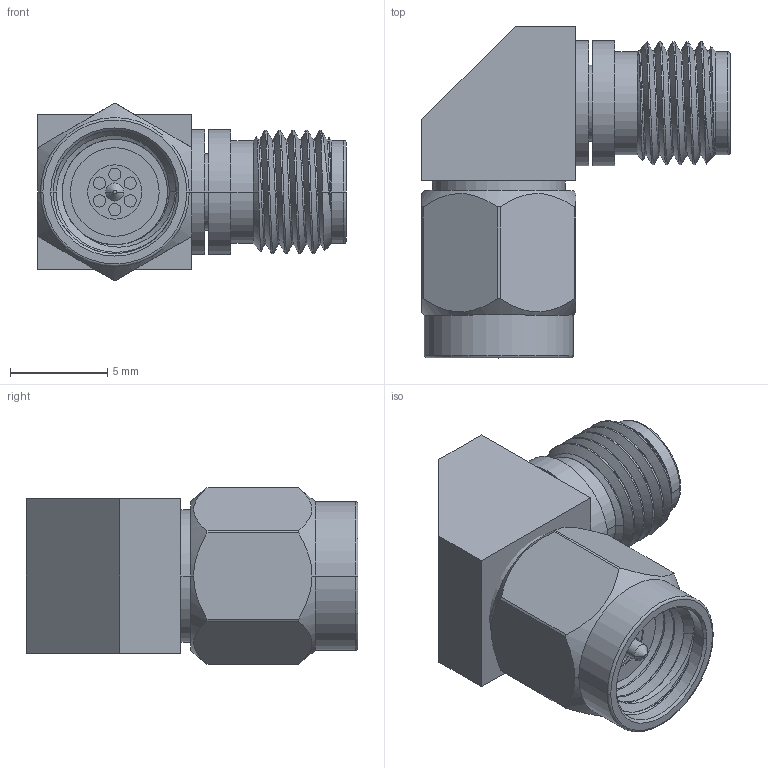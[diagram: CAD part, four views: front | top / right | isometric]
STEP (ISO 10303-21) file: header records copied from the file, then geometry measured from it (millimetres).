
FILE_DESCRIPTION (( 'STEP AP214' ), '1' );
FILE_NAME ('PE9644.STEP', '2018-02-21T23:05:07', ( '' ), ( '' ), 'SwSTEP 2.0', 'SolidWorks 2017', '' );
FILE_SCHEMA (( 'AUTOMOTIVE_DESIGN' ));
Length unit declared in the file: inch
Products named in the file (1): PE9644
Bounding box: 15.9 x 17.09 x 9.09 mm (x, y, z)
Volume: 959.4 mm3; surface area: 1085.1 mm2
Topology: 3 solids, 3 shells, 147 faces, 357 edges, 234 vertices
Faces by surface type: cylinder 65, plane 51, cone 21, bspline 6, torus 4
Entity records: 6493 total; most frequent: CARTESIAN_POINT 2731, ORIENTED_EDGE 714, DIRECTION 693, EDGE_CURVE 357, AXIS2_PLACEMENT_3D 280, VERTEX_POINT 234, EDGE_LOOP 167, FACE_OUTER_BOUND 147
